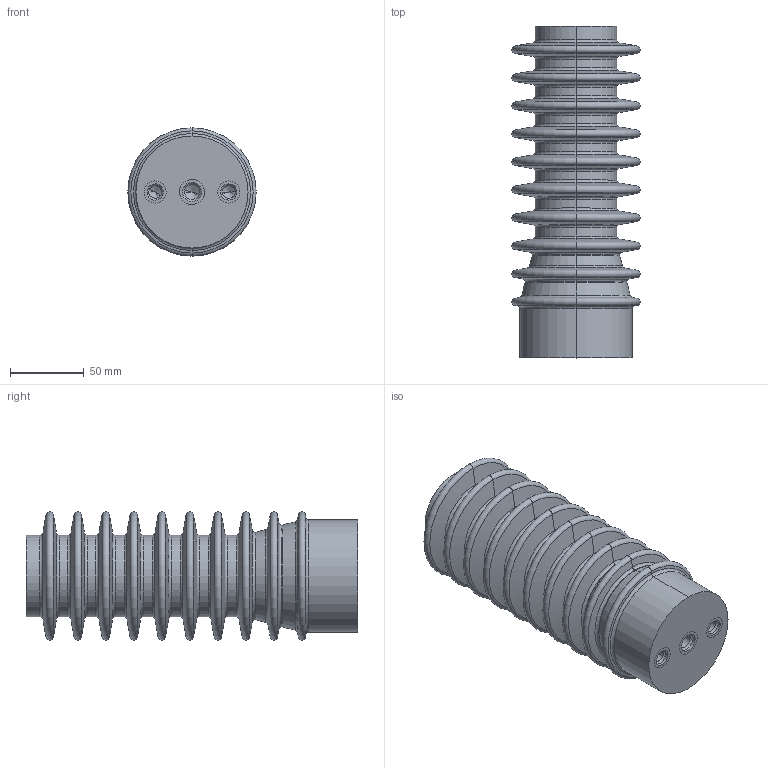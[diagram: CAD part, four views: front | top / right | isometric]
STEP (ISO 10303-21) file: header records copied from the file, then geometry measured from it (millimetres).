
FILE_DESCRIPTION (( 'STEP AP214' ), '1' );
FILE_NAME ('任-岩-8-125-225.STEP', '2024-04-23T10:05:22', ( '' ), ( '' ), 'SwSTEP 2.0', 'SolidWorks 2014', '' );
FILE_SCHEMA (( 'AUTOMOTIVE_DESIGN' ));
Length unit declared in the file: millimetre
Products named in the file (5): 任-岩-8-125-225; Êîðïóñ èçîëÿòîðà^ÂÅÈÓ.686153.007 Èçîëÿòîð îïîðíûé ÈÎ-ÑÒ-8-125-225_-00; ÂÅÈÓ.758472.041 Ãàéêà ñïåöèàëüíàÿ Ì6; ÂÅÈÓ.758472.040 Ãàéêà ñïåöèàëüíàÿ Ì12; ÂÅÈÓ.758472.042 Ãàéêà ñïåöèàëüíàÿ Ì10
Assembly tree (7 placements, depth 2):
  任-岩-8-125-225
    Êîðïóñ èçîëÿòîðà^ÂÅÈÓ.686153.007 Èçîëÿòîð îïîðíûé ÈÎ-ÑÒ-8-125-225_-00
    ÂÅÈÓ.758472.041 Ãàéêà ñïåöèàëüíàÿ Ì6  x2
    ÂÅÈÓ.758472.040 Ãàéêà ñïåöèàëüíàÿ Ì12  x2
    ÂÅÈÓ.758472.042 Ãàéêà ñïåöèàëüíàÿ Ì10  x2
Bounding box: 87 x 225 x 87 mm (x, y, z)
Volume: 861197.5 mm3; surface area: 137083.2 mm2
Topology: 7 solids, 7 shells, 402 faces, 802 edges, 414 vertices
Faces by surface type: cone 172, cylinder 146, torus 64, plane 20
Entity records: 8468 total; most frequent: DIRECTION 1682, CARTESIAN_POINT 1291, ORIENTED_EDGE 1264, AXIS2_PLACEMENT_3D 720, EDGE_CURVE 632, CIRCLE 390, VERTEX_POINT 329, EDGE_LOOP 329
